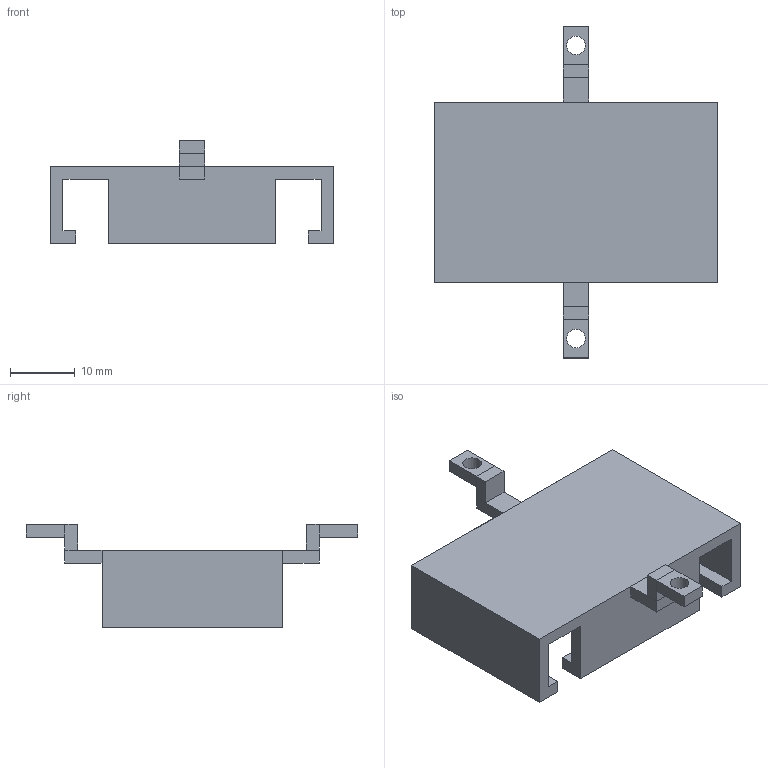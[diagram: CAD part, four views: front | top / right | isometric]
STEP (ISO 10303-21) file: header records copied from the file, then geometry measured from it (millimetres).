
FILE_DESCRIPTION(('FreeCAD Model'),'2;1');
FILE_NAME('battery_base.step','2018-02-25T13:34:13',('Author'),(''), 'Open CASCADE STEP processor 6.8','FreeCAD','Unknown');
FILE_SCHEMA(('AUTOMOTIVE_DESIGN_CC2 { 1 2 10303 214 -1 1 5 4 }'));
Length unit declared in the file: millimetre
Products named in the file (3): ASSEMBLY; Pocket003; Pocket002
Assembly tree (2 placements, depth 2):
  ASSEMBLY
    Pocket003
    Pocket002
Bounding box: 44 x 51.46 x 16 mm (x, y, z)
Volume: 10383 mm3; surface area: 11527.8 mm2
Topology: 2 solids, 2 shells, 93 faces, 237 edges, 148 vertices
Faces by surface type: plane 91, cylinder 2
Full cylindrical faces by diameter (mm): 2.882 x2
Entity records: 5835 total; most frequent: CARTESIAN_POINT 1007, DIRECTION 865, LINE 663, VECTOR 663, ORIENTED_EDGE 474, PCURVE 474, DEFINITIONAL_REPRESENTATION 474, EDGE_CURVE 237
